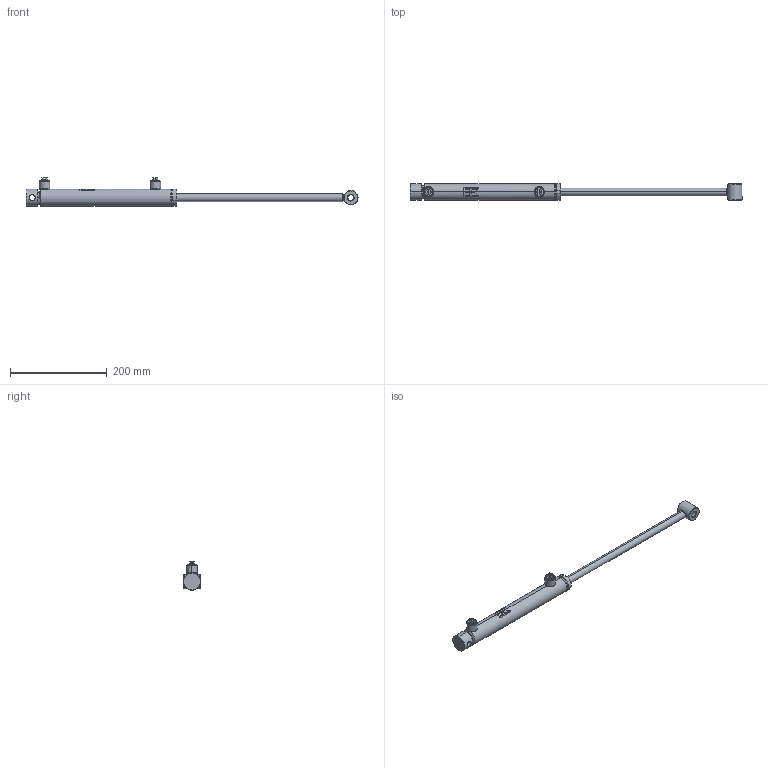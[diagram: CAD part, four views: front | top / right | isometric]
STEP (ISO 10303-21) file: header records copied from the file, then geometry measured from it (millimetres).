
FILE_DESCRIPTION (( 'STEP AP214' ), '1' );
FILE_NAME ('CFGCY0072592-Cylinder.step', '2026-03-05T13:28:02', ( 'Kramp IT' ), ( 'Kramp' ), 'SwSTEP 2.0', 'SolidWorks 2025', '' );
FILE_SCHEMA (( 'AUTOMOTIVE_DESIGN' ));
Length unit declared in the file: millimetre
Products named in the file (19): MATE-AID; DS2902513016_Simplified; DS2902513016VM_Simplified; Rod-WA_Simplified; CFGCY0072592-Cylinder; DC39BEVD025B; ENDCAP25HOLE; Rod_Simplified; DS2902504VM_Simplified; Tube_Simplified; LSN04E; Tube-MA_Simplified; ATT-NONE; SP04M; DS2902504_Simplified; BUSHVM-RD; BUSH-RD; Tube-WA_Simplified; SLBMM1015
Assembly tree (18 placements, depth 4):
  MATE-AID
  CFGCY0072592-Cylinder
    Tube-WA_Simplified
      Tube-MA_Simplified
        Tube_Simplified
        LSN04E
      LSN04E
      DC39BEVD025B
        ENDCAP25HOLE
    Rod-WA_Simplified
      Rod_Simplified
      BUSHVM-RD
        BUSH-RD
    DS2902513016VM_Simplified
      DS2902513016_Simplified
    DS2902504VM_Simplified
      DS2902504_Simplified
    SLBMM1015
    SP04M  x2
  ATT-NONE
Bounding box: 688 x 35 x 58.5 mm (x, y, z)
Volume: 336639.7 mm3; surface area: 115358.1 mm2
Topology: 11 solids, 11 shells, 347 faces, 787 edges, 498 vertices
Faces by surface type: plane 139, cylinder 113, cone 65, torus 26, bspline 4
Entity records: 8447 total; most frequent: CARTESIAN_POINT 1860, DIRECTION 1381, ORIENTED_EDGE 1198, EDGE_CURVE 599, AXIS2_PLACEMENT_3D 548, VERTEX_POINT 376, EDGE_LOOP 305, LINE 285
